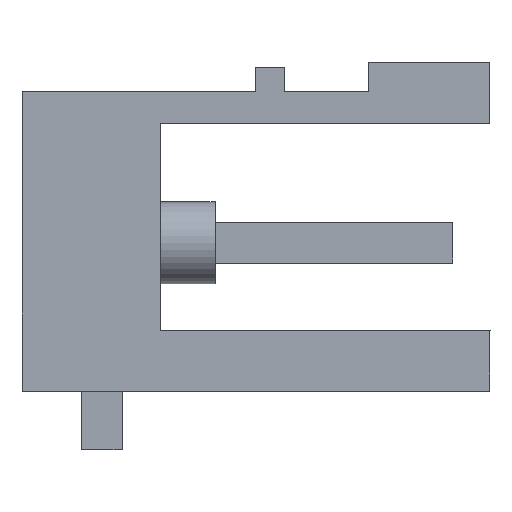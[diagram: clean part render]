
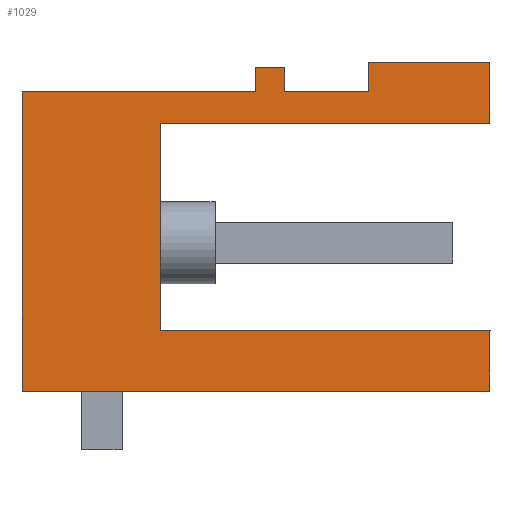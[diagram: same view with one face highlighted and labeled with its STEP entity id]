
A CAD part, left-side view. The second image highlights one B-rep face of the part: STEP entity #1029.
In plain terms, the highlighted planar face has unit normal (-1, 0, 0).
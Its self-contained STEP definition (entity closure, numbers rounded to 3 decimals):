
#929=AXIS2_PLACEMENT_3D('Plane Axis2P3D',#926,#927,#928) ;
#338=CARTESIAN_POINT('Vertex',(0.,12.,1.5)) ;
#341=CARTESIAN_POINT('Line Origine',(0.,12.,5.34)) ;
#345=CARTESIAN_POINT('Vertex',(0.,12.,9.18)) ;
#433=CARTESIAN_POINT('Vertex',(0.,0.,1.5)) ;
#436=CARTESIAN_POINT('Line Origine',(0.,6.,1.5)) ;
#926=CARTESIAN_POINT('Axis2P3D Location',(0.,12.,0.)) ;
#931=CARTESIAN_POINT('Line Origine',(0.,0.,9.146)) ;
#935=CARTESIAN_POINT('Vertex',(0.,0.,8.363)) ;
#937=CARTESIAN_POINT('Vertex',(0.,0.,9.93)) ;
#940=CARTESIAN_POINT('Line Origine',(0.,1.56,9.93)) ;
#944=CARTESIAN_POINT('Vertex',(0.,3.12,9.93)) ;
#947=CARTESIAN_POINT('Line Origine',(0.,3.12,9.555)) ;
#951=CARTESIAN_POINT('Vertex',(0.,3.12,9.18)) ;
#954=CARTESIAN_POINT('Line Origine',(0.,4.195,9.18)) ;
#958=CARTESIAN_POINT('Vertex',(0.,5.27,9.18)) ;
#961=CARTESIAN_POINT('Line Origine',(0.,5.27,9.49)) ;
#965=CARTESIAN_POINT('Vertex',(0.,5.27,9.8)) ;
#968=CARTESIAN_POINT('Line Origine',(0.,5.645,9.8)) ;
#972=CARTESIAN_POINT('Vertex',(0.,6.02,9.8)) ;
#975=CARTESIAN_POINT('Line Origine',(0.,6.02,9.49)) ;
#979=CARTESIAN_POINT('Vertex',(0.,6.02,9.18)) ;
#982=CARTESIAN_POINT('Line Origine',(0.,9.01,9.18)) ;
#987=CARTESIAN_POINT('Line Origine',(0.,0.,2.275)) ;
#991=CARTESIAN_POINT('Vertex',(0.,0.,3.05)) ;
#994=CARTESIAN_POINT('Line Origine',(0.,4.225,3.05)) ;
#998=CARTESIAN_POINT('Vertex',(0.,8.45,3.05)) ;
#1001=CARTESIAN_POINT('Line Origine',(0.,8.45,5.707)) ;
#1005=CARTESIAN_POINT('Vertex',(0.,8.45,8.363)) ;
#1008=CARTESIAN_POINT('Line Origine',(0.,4.225,8.363)) ;
#342=DIRECTION('Vector Direction',(0.,0.,-1.)) ;
#437=DIRECTION('Vector Direction',(0.,1.,0.)) ;
#927=DIRECTION('Axis2P3D Direction',(-1.,0.,0.)) ;
#928=DIRECTION('Axis2P3D XDirection',(0.,-1.,0.)) ;
#932=DIRECTION('Vector Direction',(0.,0.,-1.)) ;
#941=DIRECTION('Vector Direction',(0.,1.,0.)) ;
#948=DIRECTION('Vector Direction',(0.,0.,1.)) ;
#955=DIRECTION('Vector Direction',(0.,1.,0.)) ;
#962=DIRECTION('Vector Direction',(0.,0.,1.)) ;
#969=DIRECTION('Vector Direction',(0.,-1.,0.)) ;
#976=DIRECTION('Vector Direction',(0.,0.,1.)) ;
#983=DIRECTION('Vector Direction',(0.,-1.,0.)) ;
#988=DIRECTION('Vector Direction',(0.,0.,1.)) ;
#995=DIRECTION('Vector Direction',(0.,1.,0.)) ;
#1002=DIRECTION('Vector Direction',(0.,0.,1.)) ;
#1009=DIRECTION('Vector Direction',(0.,1.,0.)) ;
#343=VECTOR('Line Direction',#342,1.) ;
#438=VECTOR('Line Direction',#437,1.) ;
#933=VECTOR('Line Direction',#932,1.) ;
#942=VECTOR('Line Direction',#941,1.) ;
#949=VECTOR('Line Direction',#948,1.) ;
#956=VECTOR('Line Direction',#955,1.) ;
#963=VECTOR('Line Direction',#962,1.) ;
#970=VECTOR('Line Direction',#969,1.) ;
#977=VECTOR('Line Direction',#976,1.) ;
#984=VECTOR('Line Direction',#983,1.) ;
#989=VECTOR('Line Direction',#988,1.) ;
#996=VECTOR('Line Direction',#995,1.) ;
#1003=VECTOR('Line Direction',#1002,1.) ;
#1010=VECTOR('Line Direction',#1009,1.) ;
#1014=ORIENTED_EDGE('',*,*,#939,.T.) ;
#1015=ORIENTED_EDGE('',*,*,#946,.T.) ;
#1016=ORIENTED_EDGE('',*,*,#953,.T.) ;
#1017=ORIENTED_EDGE('',*,*,#960,.T.) ;
#1018=ORIENTED_EDGE('',*,*,#967,.T.) ;
#1019=ORIENTED_EDGE('',*,*,#974,.T.) ;
#1020=ORIENTED_EDGE('',*,*,#981,.T.) ;
#1021=ORIENTED_EDGE('',*,*,#986,.F.) ;
#1022=ORIENTED_EDGE('',*,*,#347,.T.) ;
#1023=ORIENTED_EDGE('',*,*,#440,.F.) ;
#1024=ORIENTED_EDGE('',*,*,#993,.T.) ;
#1025=ORIENTED_EDGE('',*,*,#1000,.T.) ;
#1026=ORIENTED_EDGE('',*,*,#1007,.T.) ;
#1027=ORIENTED_EDGE('',*,*,#1012,.T.) ;
#1029=ADVANCED_FACE('Housing',(#1028),#930,.T.) ;
#347=EDGE_CURVE('',#346,#339,#344,.T.) ;
#440=EDGE_CURVE('',#434,#339,#439,.T.) ;
#939=EDGE_CURVE('',#936,#938,#934,.F.) ;
#946=EDGE_CURVE('',#938,#945,#943,.T.) ;
#953=EDGE_CURVE('',#945,#952,#950,.F.) ;
#960=EDGE_CURVE('',#952,#959,#957,.T.) ;
#967=EDGE_CURVE('',#959,#966,#964,.T.) ;
#974=EDGE_CURVE('',#966,#973,#971,.F.) ;
#981=EDGE_CURVE('',#973,#980,#978,.F.) ;
#986=EDGE_CURVE('',#346,#980,#985,.T.) ;
#993=EDGE_CURVE('',#434,#992,#990,.T.) ;
#1000=EDGE_CURVE('',#992,#999,#997,.T.) ;
#1007=EDGE_CURVE('',#999,#1006,#1004,.T.) ;
#1012=EDGE_CURVE('',#1006,#936,#1011,.F.) ;
#1013=EDGE_LOOP('',(#1014,#1015,#1016,#1017,#1018,#1019,#1020,#1021,#1022,#1023,#1024,#1025,#1026,#1027)) ;
#1028=FACE_OUTER_BOUND('',#1013,.T.) ;
#344=LINE('Line',#341,#343) ;
#439=LINE('Line',#436,#438) ;
#934=LINE('Line',#931,#933) ;
#943=LINE('Line',#940,#942) ;
#950=LINE('Line',#947,#949) ;
#957=LINE('Line',#954,#956) ;
#964=LINE('Line',#961,#963) ;
#971=LINE('Line',#968,#970) ;
#978=LINE('Line',#975,#977) ;
#985=LINE('Line',#982,#984) ;
#990=LINE('Line',#987,#989) ;
#997=LINE('Line',#994,#996) ;
#1004=LINE('Line',#1001,#1003) ;
#1011=LINE('Line',#1008,#1010) ;
#930=PLANE('',#929) ;
#339=VERTEX_POINT('',#338) ;
#346=VERTEX_POINT('',#345) ;
#434=VERTEX_POINT('',#433) ;
#936=VERTEX_POINT('',#935) ;
#938=VERTEX_POINT('',#937) ;
#945=VERTEX_POINT('',#944) ;
#952=VERTEX_POINT('',#951) ;
#959=VERTEX_POINT('',#958) ;
#966=VERTEX_POINT('',#965) ;
#973=VERTEX_POINT('',#972) ;
#980=VERTEX_POINT('',#979) ;
#992=VERTEX_POINT('',#991) ;
#999=VERTEX_POINT('',#998) ;
#1006=VERTEX_POINT('',#1005) ;
